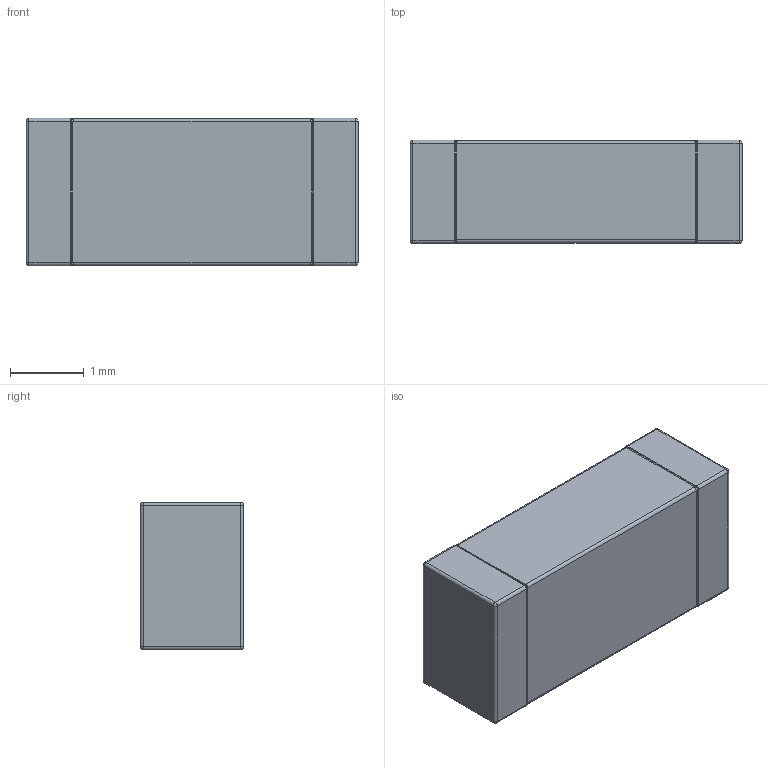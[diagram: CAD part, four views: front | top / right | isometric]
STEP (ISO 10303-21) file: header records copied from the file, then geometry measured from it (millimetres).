
FILE_DESCRIPTION((''),'2;1');
FILE_NAME('CSMD-1808_L4-5_W2_H1-4','2021-12-11T',('Dragos'),(''),'PRO/ENGINEER BY PARAMETRIC TECHNOLOGY CORPORATION, 2004440','PRO/ENGINEER BY PARAMETRIC TECHNOLOGY CORPORATION, 2004440','');
FILE_SCHEMA(('AUTOMOTIVE_DESIGN { 1 0 10303 214 1 1 1 1 }'));
Length unit declared in the file: millimetre
Products named in the file (1): CSMD-1808_L4-5_W2_H1-4
Bounding box: 4.5 x 1.4 x 2 mm (x, y, z)
Volume: 12.4 mm3; surface area: 35.5 mm2
Topology: 1 solids, 1 shells, 355 faces, 941 edges, 598 vertices
Faces by surface type: plane 247, bspline 64, cylinder 36, sphere 8
Entity records: 18341 total; most frequent: CARTESIAN_POINT 5598, ORIENTED_EDGE 1882, DIRECTION 1521, PRESENTATION_STYLE_ASSIGNMENT 1068, STYLED_ITEM 949, CURVE_STYLE 942, EDGE_CURVE 941, VECTOR 733
